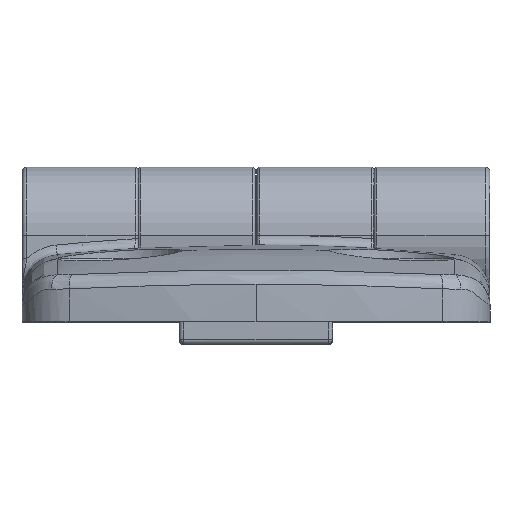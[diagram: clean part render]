
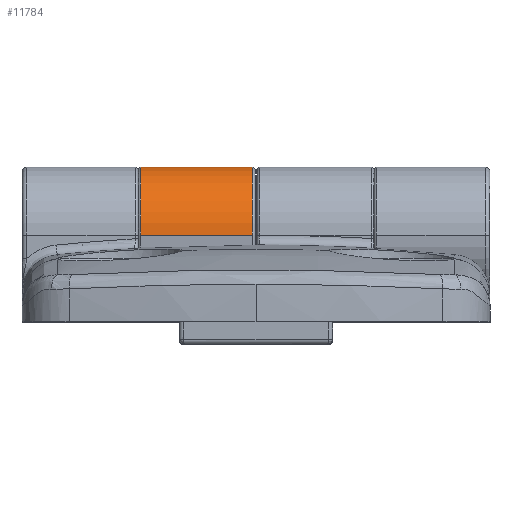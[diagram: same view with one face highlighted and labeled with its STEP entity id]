
A CAD part, top view. The second image highlights one B-rep face of the part: STEP entity #11784.
In plain terms, the highlighted cylindrical face has radius 7 mm (diameter 14 mm), a partial arc.
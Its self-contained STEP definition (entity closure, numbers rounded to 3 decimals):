
#306 = CIRCLE ( 'NONE', #15649, 7. ) ;
#776 = ORIENTED_EDGE ( 'NONE', *, *, #12653, .F. ) ;
#1029 = CARTESIAN_POINT ( 'NONE',  ( 24., 8.9, -7. ) ) ;
#2724 = CARTESIAN_POINT ( 'NONE',  ( -0.4, 8.9, 7. ) ) ;
#3650 = FACE_OUTER_BOUND ( 'NONE', #9909, .T. ) ;
#3710 = VERTEX_POINT ( 'NONE', #11978 ) ;
#4209 = EDGE_CURVE ( 'NONE', #16690, #16121, #306, .T. ) ;
#5023 = CARTESIAN_POINT ( 'NONE',  ( -0.4, 8.9, 0. ) ) ;
#5186 = ORIENTED_EDGE ( 'NONE', *, *, #10110, .T. ) ;
#5324 = DIRECTION ( 'NONE',  ( -1., 0., 0. ) ) ;
#5500 = CIRCLE ( 'NONE', #9456, 7. ) ;
#6336 = DIRECTION ( 'NONE',  ( 0., 0., -1. ) ) ;
#6495 = CARTESIAN_POINT ( 'NONE',  ( 24., 8.9, 0. ) ) ;
#6605 = AXIS2_PLACEMENT_3D ( 'NONE', #6495, #10288, #16728 ) ;
#6737 = CARTESIAN_POINT ( 'NONE',  ( -11.8, 8.9, 0. ) ) ;
#7534 = CARTESIAN_POINT ( 'NONE',  ( -0.4, 8.9, -7. ) ) ;
#7911 = CARTESIAN_POINT ( 'NONE',  ( -11.8, 8.9, -7. ) ) ;
#8034 = DIRECTION ( 'NONE',  ( 0., 0., -1. ) ) ;
#8773 = DIRECTION ( 'NONE',  ( -1., 0., 0. ) ) ;
#9456 = AXIS2_PLACEMENT_3D ( 'NONE', #6737, #15769, #8034 ) ;
#9829 = VECTOR ( 'NONE', #5324, 1000. ) ;
#9909 = EDGE_LOOP ( 'NONE', ( #776, #15526, #13297, #5186 ) ) ;
#10110 = EDGE_CURVE ( 'NONE', #11305, #3710, #5500, .T. ) ;
#10288 = DIRECTION ( 'NONE',  ( -1., 0., 0. ) ) ;
#11305 = VERTEX_POINT ( 'NONE', #7911 ) ;
#11733 = CARTESIAN_POINT ( 'NONE',  ( 24., 8.9, 7. ) ) ;
#11784 = ADVANCED_FACE ( 'NONE', ( #3650 ), #13108, .T. ) ;
#11978 = CARTESIAN_POINT ( 'NONE',  ( -11.8, 8.9, 7. ) ) ;
#12653 = EDGE_CURVE ( 'NONE', #16690, #3710, #13288, .T. ) ;
#12855 = VECTOR ( 'NONE', #8773, 1000. ) ;
#13108 = CYLINDRICAL_SURFACE ( 'NONE', #6605, 7. ) ;
#13288 = LINE ( 'NONE', #11733, #9829 ) ;
#13297 = ORIENTED_EDGE ( 'NONE', *, *, #13302, .T. ) ;
#13302 = EDGE_CURVE ( 'NONE', #16121, #11305, #15494, .T. ) ;
#14024 = DIRECTION ( 'NONE',  ( -1., 0., 0. ) ) ;
#15494 = LINE ( 'NONE', #1029, #12855 ) ;
#15526 = ORIENTED_EDGE ( 'NONE', *, *, #4209, .T. ) ;
#15649 = AXIS2_PLACEMENT_3D ( 'NONE', #5023, #14024, #6336 ) ;
#15769 = DIRECTION ( 'NONE',  ( 1., 0., 0. ) ) ;
#16121 = VERTEX_POINT ( 'NONE', #7534 ) ;
#16690 = VERTEX_POINT ( 'NONE', #2724 ) ;
#16728 = DIRECTION ( 'NONE',  ( 0., 0., 1. ) ) ;
